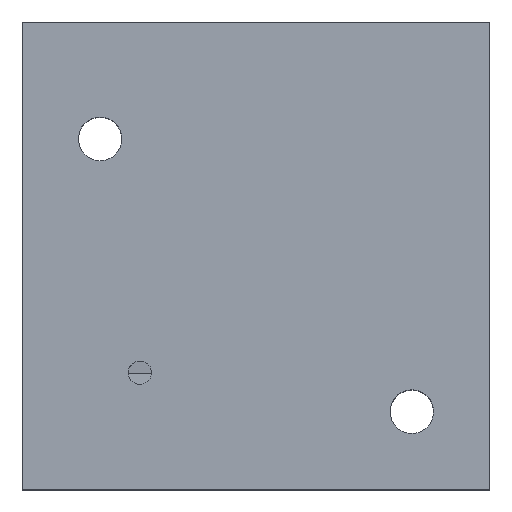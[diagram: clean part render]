
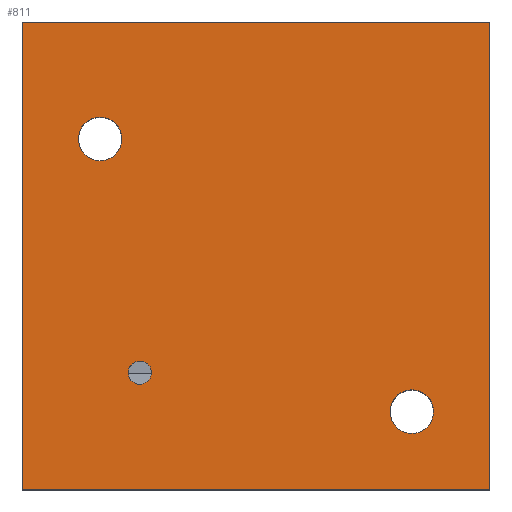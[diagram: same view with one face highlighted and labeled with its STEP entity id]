
A CAD part, top view. The second image highlights one B-rep face of the part: STEP entity #811.
In plain terms, the highlighted planar face has unit normal (0, 0, 1).
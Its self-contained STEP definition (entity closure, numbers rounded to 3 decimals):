
#36 = CARTESIAN_POINT ( 'NONE',  ( -30., 35., 15. ) ) ;
#47 = CARTESIAN_POINT ( 'NONE',  ( -16.4, -10., 15. ) ) ;
#53 = DIRECTION ( 'NONE',  ( -1., 0., 0. ) ) ;
#74 = DIRECTION ( 'NONE',  ( 0., 1., 0. ) ) ;
#101 = AXIS2_PLACEMENT_3D ( 'NONE', #222, #236, #3205 ) ;
#102 = AXIS2_PLACEMENT_3D ( 'NONE', #2253, #1230, #279 ) ;
#213 = ORIENTED_EDGE ( 'NONE', *, *, #500, .T. ) ;
#217 = EDGE_CURVE ( 'NONE', #2388, #2866, #291, .T. ) ;
#222 = CARTESIAN_POINT ( 'NONE',  ( -20., 20., 15. ) ) ;
#225 = CIRCLE ( 'NONE', #955, 2.795 ) ;
#236 = DIRECTION ( 'NONE',  ( 0., 0., 1. ) ) ;
#251 = AXIS2_PLACEMENT_3D ( 'NONE', #2129, #1280, #1034 ) ;
#279 = DIRECTION ( 'NONE',  ( 1., 0., 0. ) ) ;
#291 = LINE ( 'NONE', #486, #1712 ) ;
#298 = DIRECTION ( 'NONE',  ( 1., 0., 0. ) ) ;
#314 = DIRECTION ( 'NONE',  ( 0., 0., 1. ) ) ;
#356 = VERTEX_POINT ( 'NONE', #1733 ) ;
#399 = DIRECTION ( 'NONE',  ( 0., 0., 1. ) ) ;
#486 = CARTESIAN_POINT ( 'NONE',  ( -30., -25., 15. ) ) ;
#500 = EDGE_CURVE ( 'NONE', #2866, #1111, #1601, .T. ) ;
#524 = ORIENTED_EDGE ( 'NONE', *, *, #722, .F. ) ;
#528 = CARTESIAN_POINT ( 'NONE',  ( -30., -25., 15. ) ) ;
#651 = FACE_BOUND ( 'NONE', #2969, .T. ) ;
#654 = ORIENTED_EDGE ( 'NONE', *, *, #2584, .F. ) ;
#681 = LINE ( 'NONE', #2681, #1871 ) ;
#722 = EDGE_CURVE ( 'NONE', #2367, #356, #1081, .T. ) ;
#768 = LINE ( 'NONE', #36, #1127 ) ;
#781 = CIRCLE ( 'NONE', #102, 1.5 ) ;
#811 = ADVANCED_FACE ( 'NONE', ( #2888, #872, #651, #2374 ), #893, .F. ) ;
#815 = ORIENTED_EDGE ( 'NONE', *, *, #1126, .F. ) ;
#821 = CARTESIAN_POINT ( 'NONE',  ( 30., -25., 15. ) ) ;
#859 = CARTESIAN_POINT ( 'NONE',  ( -22.795, 20., 15. ) ) ;
#872 = FACE_BOUND ( 'NONE', #2346, .T. ) ;
#886 = CARTESIAN_POINT ( 'NONE',  ( 30., 35., 15. ) ) ;
#893 = PLANE ( 'NONE',  #251 ) ;
#912 = ORIENTED_EDGE ( 'NONE', *, *, #2971, .T. ) ;
#921 = CARTESIAN_POINT ( 'NONE',  ( -20., 20., 15. ) ) ;
#955 = AXIS2_PLACEMENT_3D ( 'NONE', #1245, #314, #298 ) ;
#990 = CIRCLE ( 'NONE', #2227, 2.795 ) ;
#1011 = ORIENTED_EDGE ( 'NONE', *, *, #217, .T. ) ;
#1034 = DIRECTION ( 'NONE',  ( -1., 0., 0. ) ) ;
#1049 = EDGE_CURVE ( 'NONE', #356, #2367, #225, .T. ) ;
#1068 = ORIENTED_EDGE ( 'NONE', *, *, #3058, .F. ) ;
#1081 = CIRCLE ( 'NONE', #2316, 2.795 ) ;
#1111 = VERTEX_POINT ( 'NONE', #886 ) ;
#1126 = EDGE_CURVE ( 'NONE', #3209, #2126, #2032, .T. ) ;
#1127 = VECTOR ( 'NONE', #53, 1000. ) ;
#1131 = DIRECTION ( 'NONE',  ( 1., 0., 0. ) ) ;
#1168 = DIRECTION ( 'NONE',  ( 0., -1., 0. ) ) ;
#1191 = EDGE_LOOP ( 'NONE', ( #912, #1011, #213, #2052 ) ) ;
#1207 = CARTESIAN_POINT ( 'NONE',  ( 20., -15., 15. ) ) ;
#1230 = DIRECTION ( 'NONE',  ( 0., 0., 1. ) ) ;
#1245 = CARTESIAN_POINT ( 'NONE',  ( 20., -15., 15. ) ) ;
#1266 = CARTESIAN_POINT ( 'NONE',  ( 22.795, -15., 15. ) ) ;
#1280 = DIRECTION ( 'NONE',  ( 0., 0., -1. ) ) ;
#1397 = CARTESIAN_POINT ( 'NONE',  ( -17.205, 20., 15. ) ) ;
#1506 = DIRECTION ( 'NONE',  ( 1., 0., 0. ) ) ;
#1601 = LINE ( 'NONE', #2823, #3023 ) ;
#1661 = DIRECTION ( 'NONE',  ( 0., 0., 1. ) ) ;
#1712 = VECTOR ( 'NONE', #1764, 1000. ) ;
#1733 = CARTESIAN_POINT ( 'NONE',  ( 17.205, -15., 15. ) ) ;
#1764 = DIRECTION ( 'NONE',  ( 1., 0., 0. ) ) ;
#1831 = EDGE_CURVE ( 'NONE', #1111, #2986, #768, .T. ) ;
#1871 = VECTOR ( 'NONE', #1168, 1000. ) ;
#1902 = DIRECTION ( 'NONE',  ( 1., 0., 0. ) ) ;
#2032 = CIRCLE ( 'NONE', #3050, 1.5 ) ;
#2052 = ORIENTED_EDGE ( 'NONE', *, *, #1831, .T. ) ;
#2126 = VERTEX_POINT ( 'NONE', #47 ) ;
#2129 = CARTESIAN_POINT ( 'NONE',  ( -30., 35., 15. ) ) ;
#2159 = CARTESIAN_POINT ( 'NONE',  ( -30., 35., 15. ) ) ;
#2223 = CIRCLE ( 'NONE', #101, 2.795 ) ;
#2227 = AXIS2_PLACEMENT_3D ( 'NONE', #921, #1661, #1902 ) ;
#2253 = CARTESIAN_POINT ( 'NONE',  ( -14.9, -10., 15. ) ) ;
#2274 = CARTESIAN_POINT ( 'NONE',  ( -13.4, -10., 15. ) ) ;
#2316 = AXIS2_PLACEMENT_3D ( 'NONE', #1207, #2995, #1506 ) ;
#2346 = EDGE_LOOP ( 'NONE', ( #3197, #654 ) ) ;
#2351 = CARTESIAN_POINT ( 'NONE',  ( -14.9, -10., 15. ) ) ;
#2366 = EDGE_LOOP ( 'NONE', ( #815, #1068 ) ) ;
#2367 = VERTEX_POINT ( 'NONE', #1266 ) ;
#2374 = FACE_OUTER_BOUND ( 'NONE', #1191, .T. ) ;
#2388 = VERTEX_POINT ( 'NONE', #528 ) ;
#2486 = VERTEX_POINT ( 'NONE', #859 ) ;
#2499 = VERTEX_POINT ( 'NONE', #1397 ) ;
#2584 = EDGE_CURVE ( 'NONE', #2486, #2499, #2223, .T. ) ;
#2598 = ORIENTED_EDGE ( 'NONE', *, *, #1049, .F. ) ;
#2681 = CARTESIAN_POINT ( 'NONE',  ( -30., -25., 15. ) ) ;
#2823 = CARTESIAN_POINT ( 'NONE',  ( 30., -25., 15. ) ) ;
#2866 = VERTEX_POINT ( 'NONE', #821 ) ;
#2888 = FACE_BOUND ( 'NONE', #2366, .T. ) ;
#2969 = EDGE_LOOP ( 'NONE', ( #524, #2598 ) ) ;
#2971 = EDGE_CURVE ( 'NONE', #2986, #2388, #681, .T. ) ;
#2986 = VERTEX_POINT ( 'NONE', #2159 ) ;
#2995 = DIRECTION ( 'NONE',  ( 0., 0., 1. ) ) ;
#3023 = VECTOR ( 'NONE', #74, 1000. ) ;
#3050 = AXIS2_PLACEMENT_3D ( 'NONE', #2351, #399, #1131 ) ;
#3058 = EDGE_CURVE ( 'NONE', #2126, #3209, #781, .T. ) ;
#3191 = EDGE_CURVE ( 'NONE', #2499, #2486, #990, .T. ) ;
#3197 = ORIENTED_EDGE ( 'NONE', *, *, #3191, .F. ) ;
#3205 = DIRECTION ( 'NONE',  ( 1., 0., 0. ) ) ;
#3209 = VERTEX_POINT ( 'NONE', #2274 ) ;
